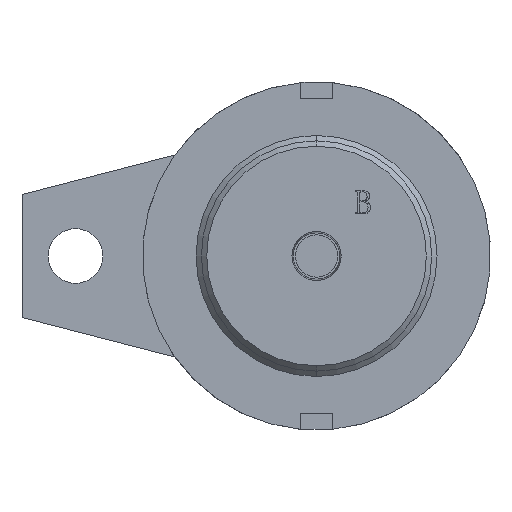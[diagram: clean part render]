
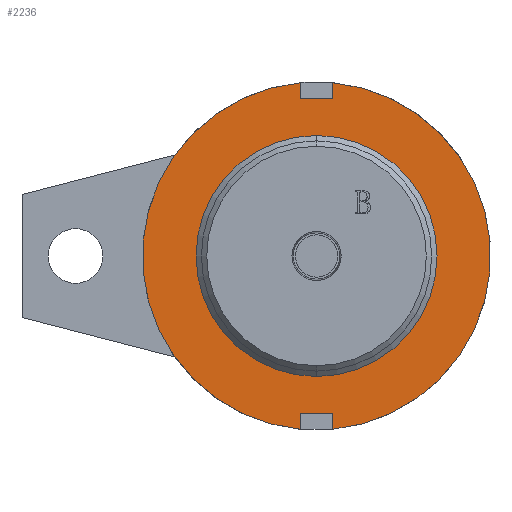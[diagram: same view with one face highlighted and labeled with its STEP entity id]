
A CAD part, front view. The second image highlights one B-rep face of the part: STEP entity #2236.
In plain terms, the highlighted face is planar.
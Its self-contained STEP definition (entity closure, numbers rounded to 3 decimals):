
#550 = ORIENTED_EDGE ( 'NONE', *, *, #4502, .F. ) ;
#678 = ORIENTED_EDGE ( 'NONE', *, *, #4403, .F. ) ;
#764 = ORIENTED_EDGE ( 'NONE', *, *, #4560, .F. ) ;
#767 = ORIENTED_EDGE ( 'NONE', *, *, #4556, .T. ) ;
#785 = ORIENTED_EDGE ( 'NONE', *, *, #4516, .F. ) ;
#825 = ORIENTED_EDGE ( 'NONE', *, *, #4681, .F. ) ;
#835 = ORIENTED_EDGE ( 'NONE', *, *, #4655, .F. ) ;
#858 = ORIENTED_EDGE ( 'NONE', *, *, #4718, .T. ) ;
#871 = ORIENTED_EDGE ( 'NONE', *, *, #4464, .F. ) ;
#878 = ORIENTED_EDGE ( 'NONE', *, *, #4666, .F. ) ;
#930 = EDGE_LOOP ( 'NONE', ( #835, #550, #871, #878, #785, #764, #678, #825 ) ) ;
#1105 = EDGE_LOOP ( 'NONE', ( #767, #858 ) ) ;
#1320 = AXIS2_PLACEMENT_3D ( 'NONE', #1875, #1832, #1831 ) ;
#1346 = AXIS2_PLACEMENT_3D ( 'NONE', #4952, #4953, #5055 ) ;
#1369 = AXIS2_PLACEMENT_3D ( 'NONE', #4145, #4144, #4143 ) ;
#1399 = AXIS2_PLACEMENT_3D ( 'NONE', #3793, #3792, #3791 ) ;
#1421 = AXIS2_PLACEMENT_3D ( 'NONE', #3513, #3511, #3510 ) ;
#1831 = DIRECTION ( 'NONE',  ( 1., 0., 0. ) ) ;
#1832 = DIRECTION ( 'NONE',  ( 0., 0., 1. ) ) ;
#1834 = PLANE ( 'NONE',  #1320 ) ;
#1875 = CARTESIAN_POINT ( 'NONE',  ( 0., 0., 0. ) ) ;
#2236 = ADVANCED_FACE ( 'NONE', ( #2447, #3339 ), #1834, .F. ) ;
#2318 = VERTEX_POINT ( 'NONE', #5902 ) ;
#2428 = LINE ( 'NONE', #5476, #2436 ) ;
#2436 = VECTOR ( 'NONE', #5549, 1000. ) ;
#2447 = FACE_OUTER_BOUND ( 'NONE', #930, .T. ) ;
#2510 = LINE ( 'NONE', #4874, #2518 ) ;
#2518 = VECTOR ( 'NONE', #5071, 1000. ) ;
#2583 = LINE ( 'NONE', #5293, #2587 ) ;
#2587 = VECTOR ( 'NONE', #4890, 1000. ) ;
#2607 = CIRCLE ( 'NONE', #1346, 32.5 ) ;
#2677 = CIRCLE ( 'NONE', #1369, 21.75 ) ;
#2683 = LINE ( 'NONE', #4139, #2688 ) ;
#2688 = VECTOR ( 'NONE', #4138, 1000. ) ;
#3054 = VERTEX_POINT ( 'NONE', #5671 ) ;
#3063 = VERTEX_POINT ( 'NONE', #5545 ) ;
#3075 = VERTEX_POINT ( 'NONE', #5610 ) ;
#3087 = VERTEX_POINT ( 'NONE', #5598 ) ;
#3090 = VERTEX_POINT ( 'NONE', #5596 ) ;
#3111 = VERTEX_POINT ( 'NONE', #5579 ) ;
#3115 = VERTEX_POINT ( 'NONE', #5575 ) ;
#3118 = VERTEX_POINT ( 'NONE', #5614 ) ;
#3131 = VERTEX_POINT ( 'NONE', #5611 ) ;
#3161 = CIRCLE ( 'NONE', #1399, 32.5 ) ;
#3163 = LINE ( 'NONE', #3755, #3187 ) ;
#3187 = VECTOR ( 'NONE', #3751, 1000. ) ;
#3220 = LINE ( 'NONE', #3722, #3222 ) ;
#3222 = VECTOR ( 'NONE', #3721, 1000. ) ;
#3277 = CIRCLE ( 'NONE', #1421, 21.75 ) ;
#3339 = FACE_BOUND ( 'NONE', #1105, .T. ) ;
#3510 = DIRECTION ( 'NONE',  ( 1., 0., 0. ) ) ;
#3511 = DIRECTION ( 'NONE',  ( 0., 0., 1. ) ) ;
#3513 = CARTESIAN_POINT ( 'NONE',  ( 0., 0., 0. ) ) ;
#3721 = DIRECTION ( 'NONE',  ( 1., 0., 0. ) ) ;
#3722 = CARTESIAN_POINT ( 'NONE',  ( -32.361, 3., 0. ) ) ;
#3751 = DIRECTION ( 'NONE',  ( -1., 0., 0. ) ) ;
#3755 = CARTESIAN_POINT ( 'NONE',  ( 29.361, -3., 0. ) ) ;
#3791 = DIRECTION ( 'NONE',  ( 1., 0., 0. ) ) ;
#3792 = DIRECTION ( 'NONE',  ( 0., 0., 1. ) ) ;
#3793 = CARTESIAN_POINT ( 'NONE',  ( 0., 0., 0. ) ) ;
#4138 = DIRECTION ( 'NONE',  ( -1., 0., 0. ) ) ;
#4139 = CARTESIAN_POINT ( 'NONE',  ( -29.361, -3., 0. ) ) ;
#4143 = DIRECTION ( 'NONE',  ( 1., 0., 0. ) ) ;
#4144 = DIRECTION ( 'NONE',  ( 0., 0., 1. ) ) ;
#4145 = CARTESIAN_POINT ( 'NONE',  ( 0., 0., 0. ) ) ;
#4403 = EDGE_CURVE ( 'NONE', #3054, #3075, #2428, .T. ) ;
#4464 = EDGE_CURVE ( 'NONE', #2318, #3090, #2510, .T. ) ;
#4502 = EDGE_CURVE ( 'NONE', #3090, #3118, #2583, .T. ) ;
#4516 = EDGE_CURVE ( 'NONE', #3111, #3087, #2607, .T. ) ;
#4556 = EDGE_CURVE ( 'NONE', #3063, #3131, #2677, .T. ) ;
#4560 = EDGE_CURVE ( 'NONE', #3075, #3111, #2683, .T. ) ;
#4655 = EDGE_CURVE ( 'NONE', #3118, #3115, #3161, .T. ) ;
#4666 = EDGE_CURVE ( 'NONE', #3087, #2318, #3163, .T. ) ;
#4681 = EDGE_CURVE ( 'NONE', #3115, #3054, #3220, .T. ) ;
#4718 = EDGE_CURVE ( 'NONE', #3131, #3063, #3277, .T. ) ;
#4874 = CARTESIAN_POINT ( 'NONE',  ( 29.361, 3., 0. ) ) ;
#4890 = DIRECTION ( 'NONE',  ( 1., 0., 0. ) ) ;
#4952 = CARTESIAN_POINT ( 'NONE',  ( 0., 0., 0. ) ) ;
#4953 = DIRECTION ( 'NONE',  ( 0., 0., 1. ) ) ;
#5055 = DIRECTION ( 'NONE',  ( 1., 0., 0. ) ) ;
#5071 = DIRECTION ( 'NONE',  ( 0., 1., 0. ) ) ;
#5293 = CARTESIAN_POINT ( 'NONE',  ( 32.361, 3., 0. ) ) ;
#5476 = CARTESIAN_POINT ( 'NONE',  ( -29.361, 3., 0. ) ) ;
#5545 = CARTESIAN_POINT ( 'NONE',  ( -21.75, 0., 0. ) ) ;
#5549 = DIRECTION ( 'NONE',  ( 0., -1., 0. ) ) ;
#5575 = CARTESIAN_POINT ( 'NONE',  ( -32.361, 3., 0. ) ) ;
#5579 = CARTESIAN_POINT ( 'NONE',  ( -32.361, -3., 0. ) ) ;
#5596 = CARTESIAN_POINT ( 'NONE',  ( 29.361, 3., 0. ) ) ;
#5598 = CARTESIAN_POINT ( 'NONE',  ( 32.361, -3., 0. ) ) ;
#5610 = CARTESIAN_POINT ( 'NONE',  ( -29.361, -3., 0. ) ) ;
#5611 = CARTESIAN_POINT ( 'NONE',  ( 21.75, 0., 0. ) ) ;
#5614 = CARTESIAN_POINT ( 'NONE',  ( 32.361, 3., 0. ) ) ;
#5671 = CARTESIAN_POINT ( 'NONE',  ( -29.361, 3., 0. ) ) ;
#5902 = CARTESIAN_POINT ( 'NONE',  ( 29.361, -3., 0. ) ) ;
